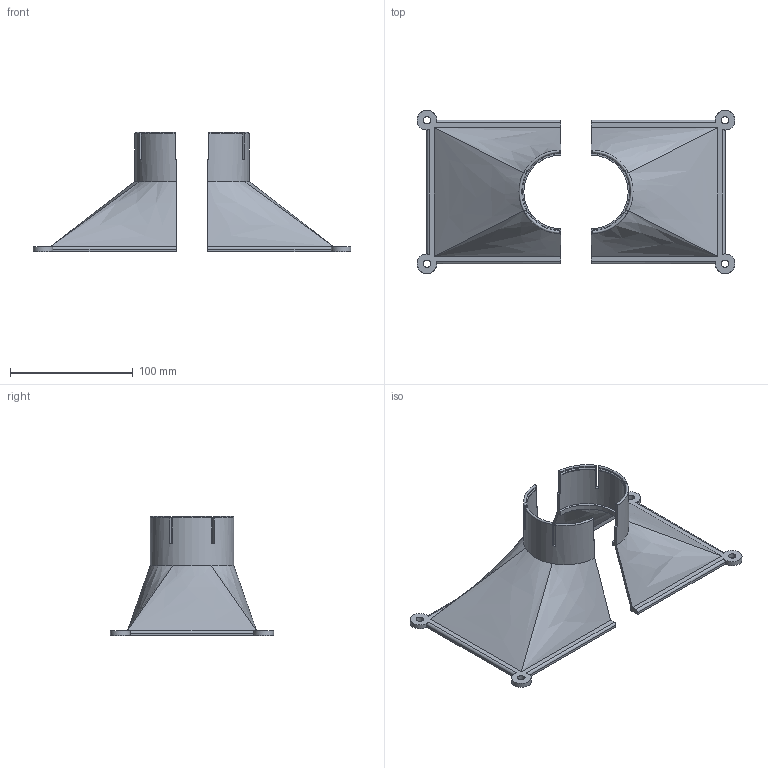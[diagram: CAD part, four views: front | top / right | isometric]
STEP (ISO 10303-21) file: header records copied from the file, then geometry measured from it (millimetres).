
FILE_DESCRIPTION(/* description */ (''),/* implementation_level */ '2;1');
FILE_NAME(/* name */ 'table_vacuum v3.step',/* time_stamp */ '2020-05-14T19:39:41-06:00',/* author */ (''),/* organization */ (''),/* preprocessor_version */ 'ST-DEVELOPER v18.1',/* originating_system */ 'Autodesk Translation Framework v9.3.0.1241',/* authorisation */ '');
FILE_SCHEMA (('AUTOMOTIVE_DESIGN { 1 0 10303 214 3 1 1 }'));
Length unit declared in the file: millimetre
Products named in the file (3): table_vacuum; Component1; Component2
Assembly tree (2 placements, depth 3):
  table_vacuum
    Component1
      Component2
Bounding box: 259 x 133 x 97 mm (x, y, z)
Volume: 95998.3 mm3; surface area: 90404.7 mm2
Topology: 2 solids, 2 shells, 128 faces, 371 edges, 247 vertices
Faces by surface type: plane 61, cylinder 35, torus 18, bspline 14
Full cylindrical faces by diameter (mm): 6 x4
Entity records: 5206 total; most frequent: CARTESIAN_POINT 1862, ORIENTED_EDGE 742, DIRECTION 618, EDGE_CURVE 371, VERTEX_POINT 247, AXIS2_PLACEMENT_3D 217, LINE 184, VECTOR 184
